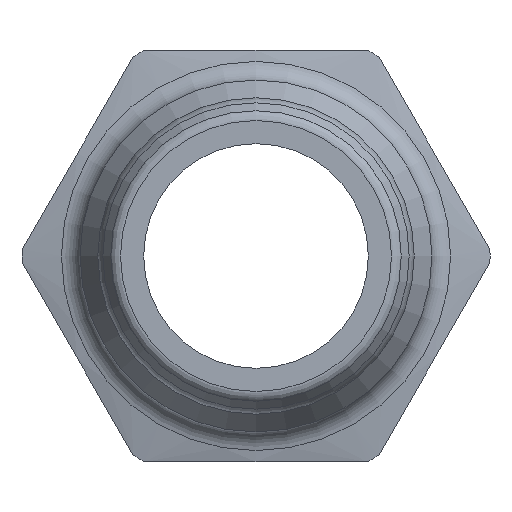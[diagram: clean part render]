
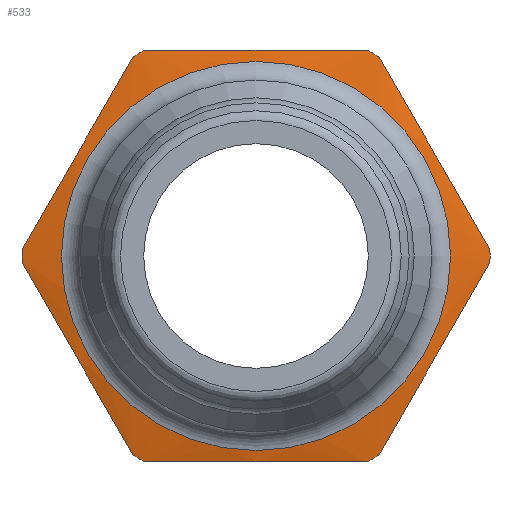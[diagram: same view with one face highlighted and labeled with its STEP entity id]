
A CAD part, left-side view. The second image highlights one B-rep face of the part: STEP entity #533.
In plain terms, the highlighted conical face has half-angle 80 degrees and reference radius 5.475 mm.
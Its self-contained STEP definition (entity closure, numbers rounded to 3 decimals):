
#21=(
BOUNDED_CURVE()
B_SPLINE_CURVE(2,(#868,#869,#870),.UNSPECIFIED.,.F.,.F.)
B_SPLINE_CURVE_WITH_KNOTS((3,3),(0.297,0.594),
 .UNSPECIFIED.)
CURVE()
GEOMETRIC_REPRESENTATION_ITEM()
RATIONAL_B_SPLINE_CURVE((1.068,1.068,1.))
REPRESENTATION_ITEM('')
);
#22=(
BOUNDED_CURVE()
B_SPLINE_CURVE(2,(#871,#872,#873),.UNSPECIFIED.,.F.,.F.)
B_SPLINE_CURVE_WITH_KNOTS((3,3),(0.,0.297),.UNSPECIFIED.)
CURVE()
GEOMETRIC_REPRESENTATION_ITEM()
RATIONAL_B_SPLINE_CURVE((1.,1.068,1.068))
REPRESENTATION_ITEM('')
);
#23=(
BOUNDED_CURVE()
B_SPLINE_CURVE(2,(#882,#883,#884),.UNSPECIFIED.,.F.,.F.)
B_SPLINE_CURVE_WITH_KNOTS((3,3),(0.,0.594),.UNSPECIFIED.)
CURVE()
GEOMETRIC_REPRESENTATION_ITEM()
RATIONAL_B_SPLINE_CURVE((1.,1.136,1.))
REPRESENTATION_ITEM('')
);
#24=(
BOUNDED_CURVE()
B_SPLINE_CURVE(2,(#893,#894,#895),.UNSPECIFIED.,.F.,.F.)
B_SPLINE_CURVE_WITH_KNOTS((3,3),(0.,0.594),.UNSPECIFIED.)
CURVE()
GEOMETRIC_REPRESENTATION_ITEM()
RATIONAL_B_SPLINE_CURVE((1.,1.136,1.))
REPRESENTATION_ITEM('')
);
#25=(
BOUNDED_CURVE()
B_SPLINE_CURVE(2,(#904,#905,#906),.UNSPECIFIED.,.F.,.F.)
B_SPLINE_CURVE_WITH_KNOTS((3,3),(0.,0.594),.UNSPECIFIED.)
CURVE()
GEOMETRIC_REPRESENTATION_ITEM()
RATIONAL_B_SPLINE_CURVE((1.,1.136,1.))
REPRESENTATION_ITEM('')
);
#26=(
BOUNDED_CURVE()
B_SPLINE_CURVE(2,(#915,#916,#917),.UNSPECIFIED.,.F.,.F.)
B_SPLINE_CURVE_WITH_KNOTS((3,3),(0.,0.594),.UNSPECIFIED.)
CURVE()
GEOMETRIC_REPRESENTATION_ITEM()
RATIONAL_B_SPLINE_CURVE((1.,1.136,1.))
REPRESENTATION_ITEM('')
);
#27=(
BOUNDED_CURVE()
B_SPLINE_CURVE(2,(#926,#927,#928),.UNSPECIFIED.,.F.,.F.)
B_SPLINE_CURVE_WITH_KNOTS((3,3),(0.,0.594),.UNSPECIFIED.)
CURVE()
GEOMETRIC_REPRESENTATION_ITEM()
RATIONAL_B_SPLINE_CURVE((1.,1.136,1.))
REPRESENTATION_ITEM('')
);
#68=FACE_OUTER_BOUND('',#100,.T.);
#100=EDGE_LOOP('',(#399,#400,#401,#402,#403,#404,#405,#406,#407,#408,#409,
#410,#411,#412,#413,#414));
#139=LINE('',#947,#170);
#170=VECTOR('',#761,5.475);
#188=CIRCLE('',#617,6.25);
#190=CIRCLE('',#620,6.25);
#192=CIRCLE('',#623,6.25);
#194=CIRCLE('',#626,6.25);
#196=CIRCLE('',#629,6.25);
#197=CIRCLE('',#631,5.196);
#198=CIRCLE('',#632,6.25);
#223=VERTEX_POINT('',#861);
#225=VERTEX_POINT('',#865);
#226=VERTEX_POINT('',#867);
#228=VERTEX_POINT('',#876);
#230=VERTEX_POINT('',#880);
#232=VERTEX_POINT('',#887);
#234=VERTEX_POINT('',#891);
#236=VERTEX_POINT('',#898);
#238=VERTEX_POINT('',#902);
#240=VERTEX_POINT('',#909);
#242=VERTEX_POINT('',#913);
#244=VERTEX_POINT('',#920);
#246=VERTEX_POINT('',#924);
#247=VERTEX_POINT('',#945);
#274=EDGE_CURVE('',#226,#225,#21,.T.);
#275=EDGE_CURVE('',#223,#226,#22,.T.);
#279=EDGE_CURVE('',#228,#230,#23,.T.);
#283=EDGE_CURVE('',#232,#234,#24,.T.);
#287=EDGE_CURVE('',#236,#238,#25,.T.);
#291=EDGE_CURVE('',#240,#242,#26,.T.);
#295=EDGE_CURVE('',#244,#246,#27,.T.);
#297=EDGE_CURVE('',#242,#244,#188,.T.);
#299=EDGE_CURVE('',#238,#240,#190,.T.);
#301=EDGE_CURVE('',#234,#236,#192,.T.);
#303=EDGE_CURVE('',#230,#232,#194,.T.);
#305=EDGE_CURVE('',#225,#228,#196,.T.);
#306=EDGE_CURVE('',#247,#247,#197,.T.);
#307=EDGE_CURVE('',#247,#226,#139,.T.);
#308=EDGE_CURVE('',#246,#223,#198,.T.);
#399=ORIENTED_EDGE('',*,*,#306,.F.);
#400=ORIENTED_EDGE('',*,*,#307,.T.);
#401=ORIENTED_EDGE('',*,*,#274,.T.);
#402=ORIENTED_EDGE('',*,*,#305,.T.);
#403=ORIENTED_EDGE('',*,*,#279,.T.);
#404=ORIENTED_EDGE('',*,*,#303,.T.);
#405=ORIENTED_EDGE('',*,*,#283,.T.);
#406=ORIENTED_EDGE('',*,*,#301,.T.);
#407=ORIENTED_EDGE('',*,*,#287,.T.);
#408=ORIENTED_EDGE('',*,*,#299,.T.);
#409=ORIENTED_EDGE('',*,*,#291,.T.);
#410=ORIENTED_EDGE('',*,*,#297,.T.);
#411=ORIENTED_EDGE('',*,*,#295,.T.);
#412=ORIENTED_EDGE('',*,*,#308,.T.);
#413=ORIENTED_EDGE('',*,*,#275,.T.);
#414=ORIENTED_EDGE('',*,*,#307,.F.);
#480=CONICAL_SURFACE('',#630,5.475,1.396);
#533=ADVANCED_FACE('',(#68),#480,.T.);
#617=AXIS2_PLACEMENT_3D('',#931,#731,#732);
#620=AXIS2_PLACEMENT_3D('',#934,#737,#738);
#623=AXIS2_PLACEMENT_3D('',#937,#743,#744);
#626=AXIS2_PLACEMENT_3D('',#940,#749,#750);
#629=AXIS2_PLACEMENT_3D('',#943,#755,#756);
#630=AXIS2_PLACEMENT_3D('',#944,#757,#758);
#631=AXIS2_PLACEMENT_3D('',#946,#759,#760);
#632=AXIS2_PLACEMENT_3D('',#948,#762,#763);
#731=DIRECTION('center_axis',(-1.,0.,0.));
#732=DIRECTION('ref_axis',(0.,0.,1.));
#737=DIRECTION('center_axis',(-1.,0.,0.));
#738=DIRECTION('ref_axis',(0.,0.,1.));
#743=DIRECTION('center_axis',(-1.,0.,0.));
#744=DIRECTION('ref_axis',(0.,0.,1.));
#749=DIRECTION('center_axis',(-1.,0.,0.));
#750=DIRECTION('ref_axis',(0.,0.,1.));
#755=DIRECTION('center_axis',(-1.,0.,0.));
#756=DIRECTION('ref_axis',(0.,0.,1.));
#757=DIRECTION('center_axis',(1.,0.,0.));
#758=DIRECTION('ref_axis',(0.,0.,1.));
#759=DIRECTION('center_axis',(-1.,0.,0.));
#760=DIRECTION('ref_axis',(0.,0.,-1.));
#761=DIRECTION('',(0.174,0.,-0.985));
#762=DIRECTION('center_axis',(-1.,0.,0.));
#763=DIRECTION('ref_axis',(0.,0.,1.));
#861=CARTESIAN_POINT('',(18.073,2.969,-5.5));
#865=CARTESIAN_POINT('',(18.073,-2.969,-5.5));
#867=CARTESIAN_POINT('',(17.941,0.,-5.5));
#868=CARTESIAN_POINT('Ctrl Pts',(17.941,0.,
-5.5));
#869=CARTESIAN_POINT('Ctrl Pts',(17.941,-1.39,-5.5));
#870=CARTESIAN_POINT('Ctrl Pts',(18.073,-2.969,-5.5));
#871=CARTESIAN_POINT('Ctrl Pts',(18.073,2.969,-5.5));
#872=CARTESIAN_POINT('Ctrl Pts',(17.941,1.39,-5.5));
#873=CARTESIAN_POINT('Ctrl Pts',(17.941,0.,
-5.5));
#876=CARTESIAN_POINT('',(18.073,-3.279,-5.321));
#880=CARTESIAN_POINT('',(18.073,-6.247,-0.179));
#882=CARTESIAN_POINT('Ctrl Pts',(18.073,-3.279,-5.321));
#883=CARTESIAN_POINT('Ctrl Pts',(17.825,-4.763,-2.75));
#884=CARTESIAN_POINT('Ctrl Pts',(18.073,-6.247,-0.179));
#887=CARTESIAN_POINT('',(18.073,-6.247,0.179));
#891=CARTESIAN_POINT('',(18.073,-3.279,5.321));
#893=CARTESIAN_POINT('Ctrl Pts',(18.073,-6.247,0.179));
#894=CARTESIAN_POINT('Ctrl Pts',(17.825,-4.763,2.75));
#895=CARTESIAN_POINT('Ctrl Pts',(18.073,-3.279,5.321));
#898=CARTESIAN_POINT('',(18.073,-2.969,5.5));
#902=CARTESIAN_POINT('',(18.073,2.969,5.5));
#904=CARTESIAN_POINT('Ctrl Pts',(18.073,-2.969,5.5));
#905=CARTESIAN_POINT('Ctrl Pts',(17.825,0.,
5.5));
#906=CARTESIAN_POINT('Ctrl Pts',(18.073,2.969,5.5));
#909=CARTESIAN_POINT('',(18.073,3.279,5.321));
#913=CARTESIAN_POINT('',(18.073,6.247,0.179));
#915=CARTESIAN_POINT('Ctrl Pts',(18.073,3.279,5.321));
#916=CARTESIAN_POINT('Ctrl Pts',(17.825,4.763,2.75));
#917=CARTESIAN_POINT('Ctrl Pts',(18.073,6.247,0.179));
#920=CARTESIAN_POINT('',(18.073,6.247,-0.179));
#924=CARTESIAN_POINT('',(18.073,3.279,-5.321));
#926=CARTESIAN_POINT('Ctrl Pts',(18.073,6.247,-0.179));
#927=CARTESIAN_POINT('Ctrl Pts',(17.825,4.763,-2.75));
#928=CARTESIAN_POINT('Ctrl Pts',(18.073,3.279,-5.321));
#931=CARTESIAN_POINT('Origin',(18.073,0.,0.));
#934=CARTESIAN_POINT('Origin',(18.073,0.,0.));
#937=CARTESIAN_POINT('Origin',(18.073,0.,0.));
#940=CARTESIAN_POINT('Origin',(18.073,0.,0.));
#943=CARTESIAN_POINT('Origin',(18.073,0.,0.));
#944=CARTESIAN_POINT('Origin',(17.937,0.,0.));
#945=CARTESIAN_POINT('',(17.887,0.,-5.196));
#946=CARTESIAN_POINT('Origin',(17.887,0.,0.));
#947=CARTESIAN_POINT('',(17.937,0.,-5.475));
#948=CARTESIAN_POINT('Origin',(18.073,0.,0.));
